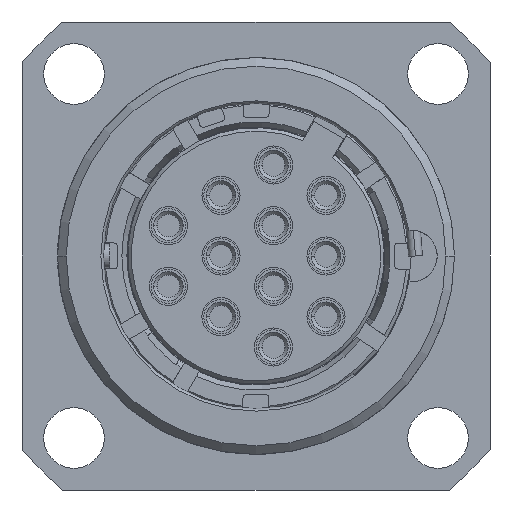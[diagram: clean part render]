
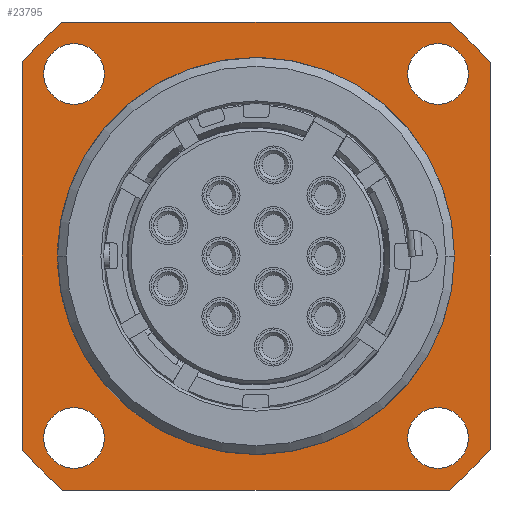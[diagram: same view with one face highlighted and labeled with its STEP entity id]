
A CAD part, left-side view. The second image highlights one B-rep face of the part: STEP entity #23795.
In plain terms, the highlighted planar face has unit normal (-1, 0, 0).
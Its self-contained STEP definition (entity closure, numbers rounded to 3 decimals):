
#3366=CARTESIAN_POINT('',(5.6,0.,0.));
#3367=DIRECTION('',(-1.,0.,0.));
#3368=DIRECTION('',(0.,0.998,-0.061));
#3369=AXIS2_PLACEMENT_3D('',#3366,#3367,#3368);
#3384=DIRECTION('',(0.,1.,0.));
#3385=VECTOR('',#3384,0.19);
#3386=CARTESIAN_POINT('',(5.6,11.239,-0.7));
#3387=LINE('1875',#3386,#3385);
#3401=DIRECTION('',(0.,1.,0.));
#3402=VECTOR('',#3401,0.19);
#3403=CARTESIAN_POINT('',(5.6,11.239,0.7));
#3404=LINE('1874',#3403,#3402);
#3417=DIRECTION('',(0.,0.,1.));
#3418=VECTOR('',#3417,22.271);
#3419=CARTESIAN_POINT('',(5.6,-13.5,-11.136));
#3420=LINE('1724',#3419,#3418);
#3421=CARTESIAN_POINT('',(5.6,0.,0.));
#3422=DIRECTION('',(-1.,0.,0.));
#3423=DIRECTION('',(0.,-0.636,-0.771));
#3424=AXIS2_PLACEMENT_3D('',#3421,#3422,#3423);
#3426=DIRECTION('',(0.,-1.,0.));
#3427=VECTOR('',#3426,22.271);
#3428=CARTESIAN_POINT('',(5.6,11.136,-13.5));
#3429=LINE('1726',#3428,#3427);
#3430=CARTESIAN_POINT('',(5.6,0.,0.));
#3431=DIRECTION('',(-1.,0.,0.));
#3432=DIRECTION('',(0.,0.771,-0.636));
#3433=AXIS2_PLACEMENT_3D('',#3430,#3431,#3432);
#3435=DIRECTION('',(0.,0.,-1.));
#3436=VECTOR('',#3435,22.271);
#3437=CARTESIAN_POINT('',(5.6,13.5,11.136));
#3438=LINE('1728',#3437,#3436);
#3439=CARTESIAN_POINT('',(5.6,0.,0.));
#3440=DIRECTION('',(-1.,0.,0.));
#3441=DIRECTION('',(0.,0.636,0.771));
#3442=AXIS2_PLACEMENT_3D('',#3439,#3440,#3441);
#3444=DIRECTION('',(0.,1.,0.));
#3445=VECTOR('',#3444,22.271);
#3446=CARTESIAN_POINT('',(5.6,-11.136,13.5));
#3447=LINE('1730',#3446,#3445);
#3448=CARTESIAN_POINT('',(5.6,0.,0.));
#3449=DIRECTION('',(-1.,0.,0.));
#3450=DIRECTION('',(0.,-0.771,0.636));
#3451=AXIS2_PLACEMENT_3D('',#3448,#3449,#3450);
#3453=CARTESIAN_POINT('',(5.6,10.5,10.5));
#3454=DIRECTION('',(1.,0.,0.));
#3455=DIRECTION('',(0.,1.,0.));
#3456=AXIS2_PLACEMENT_3D('',#3453,#3454,#3455);
#3458=CARTESIAN_POINT('',(5.6,10.5,10.5));
#3459=DIRECTION('',(1.,0.,0.));
#3460=DIRECTION('',(0.,-1.,0.));
#3461=AXIS2_PLACEMENT_3D('',#3458,#3459,#3460);
#3463=CARTESIAN_POINT('',(5.6,10.5,-10.5));
#3464=DIRECTION('',(1.,0.,0.));
#3465=DIRECTION('',(0.,1.,0.));
#3466=AXIS2_PLACEMENT_3D('',#3463,#3464,#3465);
#3468=CARTESIAN_POINT('',(5.6,10.5,-10.5));
#3469=DIRECTION('',(1.,0.,0.));
#3470=DIRECTION('',(0.,-1.,0.));
#3471=AXIS2_PLACEMENT_3D('',#3468,#3469,#3470);
#3473=CARTESIAN_POINT('',(5.6,-10.5,-10.5));
#3474=DIRECTION('',(1.,0.,0.));
#3475=DIRECTION('',(0.,1.,0.));
#3476=AXIS2_PLACEMENT_3D('',#3473,#3474,#3475);
#3478=CARTESIAN_POINT('',(5.6,-10.5,-10.5));
#3479=DIRECTION('',(1.,0.,0.));
#3480=DIRECTION('',(0.,-1.,0.));
#3481=AXIS2_PLACEMENT_3D('',#3478,#3479,#3480);
#3483=CARTESIAN_POINT('',(5.6,-10.5,10.5));
#3484=DIRECTION('',(1.,0.,0.));
#3485=DIRECTION('',(0.,1.,0.));
#3486=AXIS2_PLACEMENT_3D('',#3483,#3484,#3485);
#3488=CARTESIAN_POINT('',(5.6,-10.5,10.5));
#3489=DIRECTION('',(1.,0.,0.));
#3490=DIRECTION('',(0.,-1.,0.));
#3491=AXIS2_PLACEMENT_3D('',#3488,#3489,#3490);
#3493=DIRECTION('',(0.,0.,-1.));
#3494=VECTOR('',#3493,1.4);
#3495=CARTESIAN_POINT('',(5.6,11.239,0.7));
#3496=LINE('1873',#3495,#3494);
#13879=CARTESIAN_POINT('',(5.6,0.,0.));
#13880=DIRECTION('',(-1.,0.,0.));
#13881=DIRECTION('',(0.,-1.,0.));
#13882=AXIS2_PLACEMENT_3D('',#13879,#13880,#13881);
#13967=CARTESIAN_POINT('',(5.6,-13.5,-11.136));
#13968=CARTESIAN_POINT('',(5.6,-13.5,11.136));
#13969=VERTEX_POINT('',#13967);
#13970=VERTEX_POINT('',#13968);
#13971=CARTESIAN_POINT('',(5.6,-11.136,-13.5));
#13972=VERTEX_POINT('',#13971);
#13973=CARTESIAN_POINT('',(5.6,11.136,-13.5));
#13974=VERTEX_POINT('',#13973);
#13975=CARTESIAN_POINT('',(5.6,13.5,-11.136));
#13976=VERTEX_POINT('',#13975);
#13977=CARTESIAN_POINT('',(5.6,13.5,11.136));
#13978=VERTEX_POINT('',#13977);
#13979=CARTESIAN_POINT('',(5.6,11.136,13.5));
#13980=VERTEX_POINT('',#13979);
#13981=CARTESIAN_POINT('',(5.6,-11.136,13.5));
#13982=VERTEX_POINT('',#13981);
#13991=CARTESIAN_POINT('',(5.6,-11.45,0.));
#13992=VERTEX_POINT('',#13991);
#13997=CARTESIAN_POINT('',(5.6,12.25,10.5));
#13998=CARTESIAN_POINT('',(5.6,8.75,10.5));
#13999=VERTEX_POINT('',#13997);
#14000=VERTEX_POINT('',#13998);
#14005=CARTESIAN_POINT('',(5.6,12.25,-10.5));
#14006=CARTESIAN_POINT('',(5.6,8.75,-10.5));
#14007=VERTEX_POINT('',#14005);
#14008=VERTEX_POINT('',#14006);
#14013=CARTESIAN_POINT('',(5.6,-8.75,-10.5));
#14014=CARTESIAN_POINT('',(5.6,-12.25,-10.5));
#14015=VERTEX_POINT('',#14013);
#14016=VERTEX_POINT('',#14014);
#14021=CARTESIAN_POINT('',(5.6,-8.75,10.5));
#14022=CARTESIAN_POINT('',(5.6,-12.25,10.5));
#14023=VERTEX_POINT('',#14021);
#14024=VERTEX_POINT('',#14022);
#14081=CARTESIAN_POINT('',(5.6,11.429,0.7));
#14083=VERTEX_POINT('',#14081);
#14085=CARTESIAN_POINT('',(5.6,11.429,-0.7));
#14087=VERTEX_POINT('',#14085);
#14133=CARTESIAN_POINT('',(5.6,11.239,0.7));
#14134=CARTESIAN_POINT('',(5.6,11.239,-0.7));
#14135=VERTEX_POINT('',#14133);
#14136=VERTEX_POINT('',#14134);
#23740=CARTESIAN_POINT('',(5.6,0.,0.));
#23741=DIRECTION('',(1.,0.,0.));
#23742=DIRECTION('',(0.,0.,-1.));
#23743=AXIS2_PLACEMENT_3D('',#23740,#23741,#23742);
#23744=PLANE('273',#23743);
#23746=ORIENTED_EDGE('1724',*,*,#23745,.F.);
#23748=ORIENTED_EDGE('1725',*,*,#23747,.F.);
#23750=ORIENTED_EDGE('1726',*,*,#23749,.F.);
#23752=ORIENTED_EDGE('1727',*,*,#23751,.F.);
#23754=ORIENTED_EDGE('1728',*,*,#23753,.F.);
#23756=ORIENTED_EDGE('1729',*,*,#23755,.F.);
#23758=ORIENTED_EDGE('1730',*,*,#23757,.F.);
#23760=ORIENTED_EDGE('1731',*,*,#23759,.F.);
#23761=EDGE_LOOP('273',(#23746,#23748,#23750,#23752,#23754,#23756,#23758,
#23760));
#23762=FACE_OUTER_BOUND('273',#23761,.F.);
#23764=ORIENTED_EDGE('1747',*,*,#23763,.F.);
#23766=ORIENTED_EDGE('1748',*,*,#23765,.F.);
#23767=EDGE_LOOP('273',(#23764,#23766));
#23768=FACE_BOUND('273',#23767,.F.);
#23770=ORIENTED_EDGE('1753',*,*,#23769,.F.);
#23772=ORIENTED_EDGE('1754',*,*,#23771,.F.);
#23773=EDGE_LOOP('273',(#23770,#23772));
#23774=FACE_BOUND('273',#23773,.F.);
#23776=ORIENTED_EDGE('1759',*,*,#23775,.F.);
#23778=ORIENTED_EDGE('1760',*,*,#23777,.F.);
#23779=EDGE_LOOP('273',(#23776,#23778));
#23780=FACE_BOUND('273',#23779,.F.);
#23782=ORIENTED_EDGE('1765',*,*,#23781,.F.);
#23784=ORIENTED_EDGE('1766',*,*,#23783,.F.);
#23785=EDGE_LOOP('273',(#23782,#23784));
#23786=FACE_BOUND('273',#23785,.F.);
#23787=ORIENTED_EDGE('1873',*,*,#23727,.T.);
#23788=ORIENTED_EDGE('1875',*,*,#23658,.T.);
#23789=ORIENTED_EDGE('1823',*,*,#23634,.T.);
#23791=ORIENTED_EDGE('1822',*,*,#23790,.T.);
#23792=ORIENTED_EDGE('1874',*,*,#23702,.F.);
#23793=EDGE_LOOP('273',(#23787,#23788,#23789,#23791,#23792));
#23794=FACE_BOUND('273',#23793,.F.);
#3370=CIRCLE('1823',#3369,11.45);
#3425=CIRCLE('1725',#3424,17.5);
#3434=CIRCLE('1727',#3433,17.5);
#3443=CIRCLE('1729',#3442,17.5);
#3452=CIRCLE('1731',#3451,17.5);
#3457=CIRCLE('1747',#3456,1.75);
#3462=CIRCLE('1748',#3461,1.75);
#3467=CIRCLE('1753',#3466,1.75);
#3472=CIRCLE('1754',#3471,1.75);
#3477=CIRCLE('1759',#3476,1.75);
#3482=CIRCLE('1760',#3481,1.75);
#3487=CIRCLE('1765',#3486,1.75);
#3492=CIRCLE('1766',#3491,1.75);
#13883=CIRCLE('1822',#13882,11.45);
#23634=EDGE_CURVE('1823',#14087,#13992,#3370,.T.);
#23658=EDGE_CURVE('1875',#14136,#14087,#3387,.T.);
#23702=EDGE_CURVE('1874',#14135,#14083,#3404,.T.);
#23727=EDGE_CURVE('1873',#14135,#14136,#3496,.T.);
#23745=EDGE_CURVE('1724',#13969,#13970,#3420,.T.);
#23747=EDGE_CURVE('1725',#13972,#13969,#3425,.T.);
#23749=EDGE_CURVE('1726',#13974,#13972,#3429,.T.);
#23751=EDGE_CURVE('1727',#13976,#13974,#3434,.T.);
#23753=EDGE_CURVE('1728',#13978,#13976,#3438,.T.);
#23755=EDGE_CURVE('1729',#13980,#13978,#3443,.T.);
#23757=EDGE_CURVE('1730',#13982,#13980,#3447,.T.);
#23759=EDGE_CURVE('1731',#13970,#13982,#3452,.T.);
#23763=EDGE_CURVE('1747',#13999,#14000,#3457,.T.);
#23765=EDGE_CURVE('1748',#14000,#13999,#3462,.T.);
#23769=EDGE_CURVE('1753',#14007,#14008,#3467,.T.);
#23771=EDGE_CURVE('1754',#14008,#14007,#3472,.T.);
#23775=EDGE_CURVE('1759',#14015,#14016,#3477,.T.);
#23777=EDGE_CURVE('1760',#14016,#14015,#3482,.T.);
#23781=EDGE_CURVE('1765',#14023,#14024,#3487,.T.);
#23783=EDGE_CURVE('1766',#14024,#14023,#3492,.T.);
#23790=EDGE_CURVE('1822',#13992,#14083,#13883,.T.);
#23795=ADVANCED_FACE('273',(#23762,#23768,#23774,#23780,#23786,#23794),#23744,
.F.);
